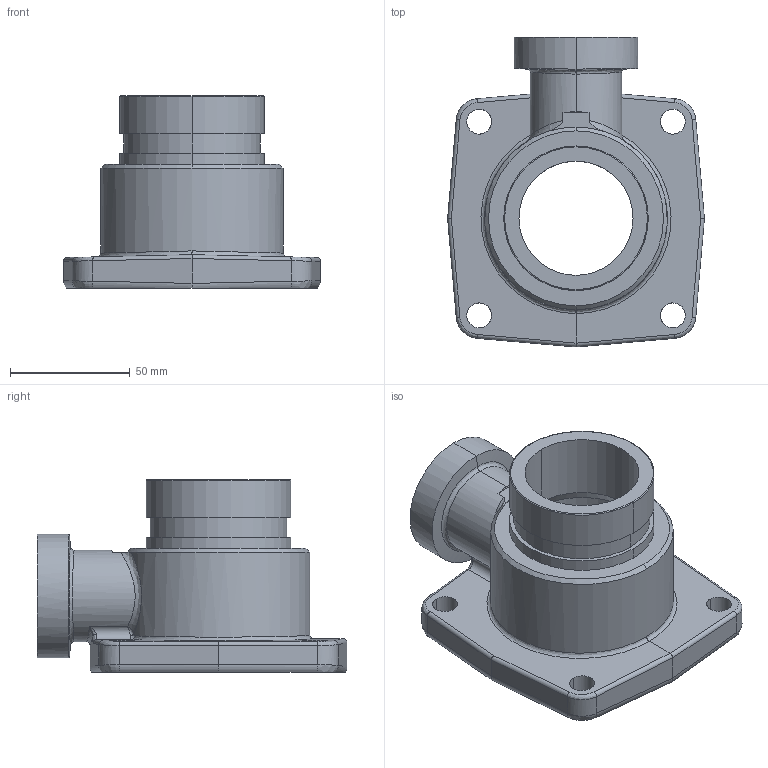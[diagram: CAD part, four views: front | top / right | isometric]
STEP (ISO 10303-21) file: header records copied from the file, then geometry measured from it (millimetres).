
FILE_DESCRIPTION((''),'2;1');
FILE_NAME('C42380_PRT','2006-12-13T',('work1'),(''),'PRO/ENGINEER BY PARAMETRIC TECHNOLOGY CORPORATION, 2005110','PRO/ENGINEER BY PARAMETRIC TECHNOLOGY CORPORATION, 2005110','');
FILE_SCHEMA(('CONFIG_CONTROL_DESIGN'));
Length unit declared in the file: inch
Products named in the file (1): C42380_PRT
Bounding box: 107.16 x 129.22 x 80.17 mm (x, y, z)
Volume: 250212.9 mm3; surface area: 59799.6 mm2
Topology: 1 solids, 1 shells, 105 faces, 242 edges, 140 vertices
Faces by surface type: cylinder 50, bspline 24, plane 17, cone 10, torus 2, extrusion 2
Entity records: 4874 total; most frequent: CARTESIAN_POINT 2672, ORIENTED_EDGE 480, DIRECTION 390, EDGE_CURVE 240, AXIS2_PLACEMENT_3D 154, VERTEX_POINT 140, EDGE_LOOP 120, FACE_OUTER_BOUND 105
